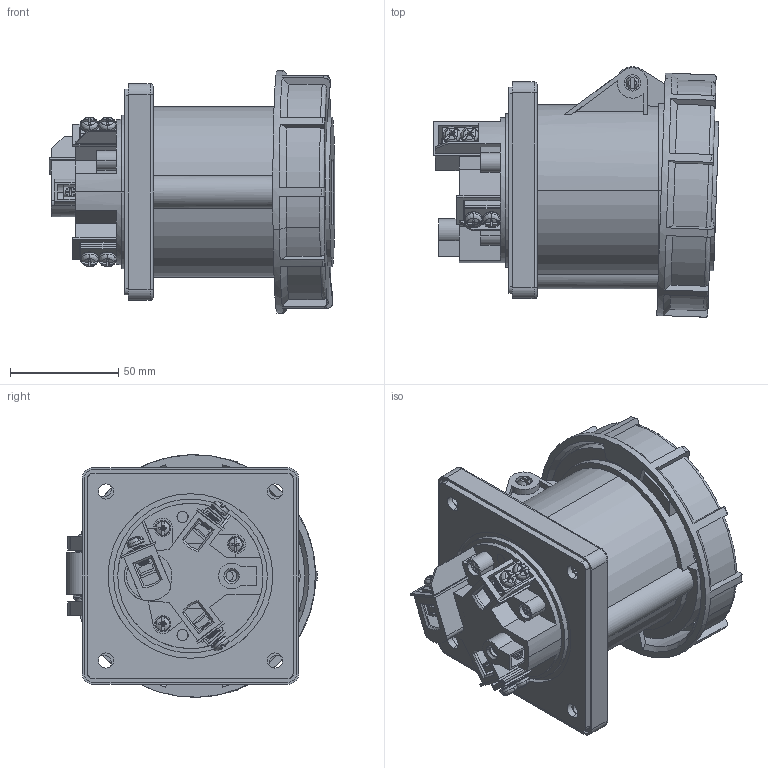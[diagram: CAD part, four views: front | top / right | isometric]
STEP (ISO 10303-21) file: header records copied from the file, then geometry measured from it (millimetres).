
FILE_DESCRIPTION (( 'STEP AP214' ), '1' );
FILE_NAME ('DEP2-3332.STEP', '2025-01-05T07:13:35', ( '' ), ( '' ), 'SwSTEP 2.0', 'SolidWorks 2022', '' );
FILE_SCHEMA (( 'AUTOMOTIVE_DESIGN' ));
Length unit declared in the file: millimetre
Products named in the file (1): DEP2-3332
Bounding box: 131.9 x 115.6 x 112 mm (x, y, z)
Surface area: 122797.9 mm2 (no closed solid volume)
Topology: 0 solids, 46 shells, 788 faces, 3252 edges, 2455 vertices
Faces by surface type: plane 344, cylinder 274, bspline 123, cone 47
Entity records: 61054 total; most frequent: CARTESIAN_POINT 28021, ORIENTED_EDGE 5034, DIRECTION 4212, EDGE_CURVE 3236, VERTEX_POINT 2455, LINE 1492, VECTOR 1492, AXIS2_PLACEMENT_3D 1360
